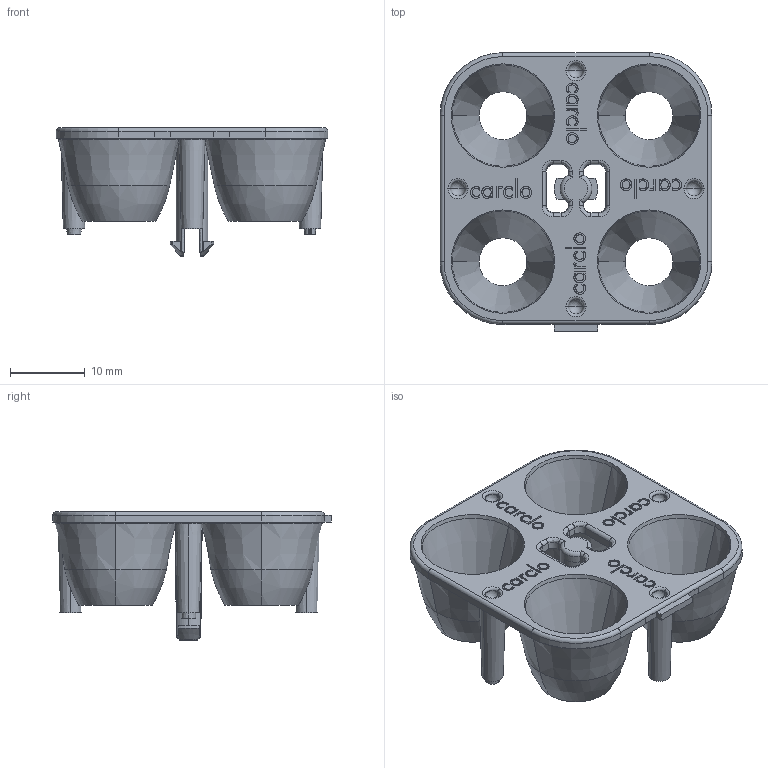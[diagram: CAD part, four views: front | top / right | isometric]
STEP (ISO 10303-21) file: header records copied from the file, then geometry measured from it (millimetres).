
FILE_DESCRIPTION((''),'2;1');
FILE_NAME('72-12596-70094-REFL-60-ARR-CLIP','2016-01-19T',('SuttonP'),('Pet Mate Ltd'),'PRO/ENGINEER BY PARAMETRIC TECHNOLOGY CORPORATION, 2012130','PRO/ENGINEER BY PARAMETRIC TECHNOLOGY CORPORATION, 2012130','');
FILE_SCHEMA(('CONFIG_CONTROL_DESIGN'));
Length unit declared in the file: millimetre
Products named in the file (1): 72-12596-70094-REFL-60-ARR-CLIP
Bounding box: 36.3 x 37.2 x 17.2 mm (x, y, z)
Volume: 4585.5 mm3; surface area: 5810.4 mm2
Topology: 1 solids, 1 shells, 806 faces, 2187 edges, 1420 vertices
Faces by surface type: bspline 492, plane 190, cylinder 38, torus 36, cone 34, revolution 8, sphere 8
Entity records: 41281 total; most frequent: CARTESIAN_POINT 24415, ORIENTED_EDGE 4358, EDGE_CURVE 2179, DIRECTION 1949, VERTEX_POINT 1420, B_SPLINE_CURVE_WITH_KNOTS 1088, VECTOR 869, LINE 869
